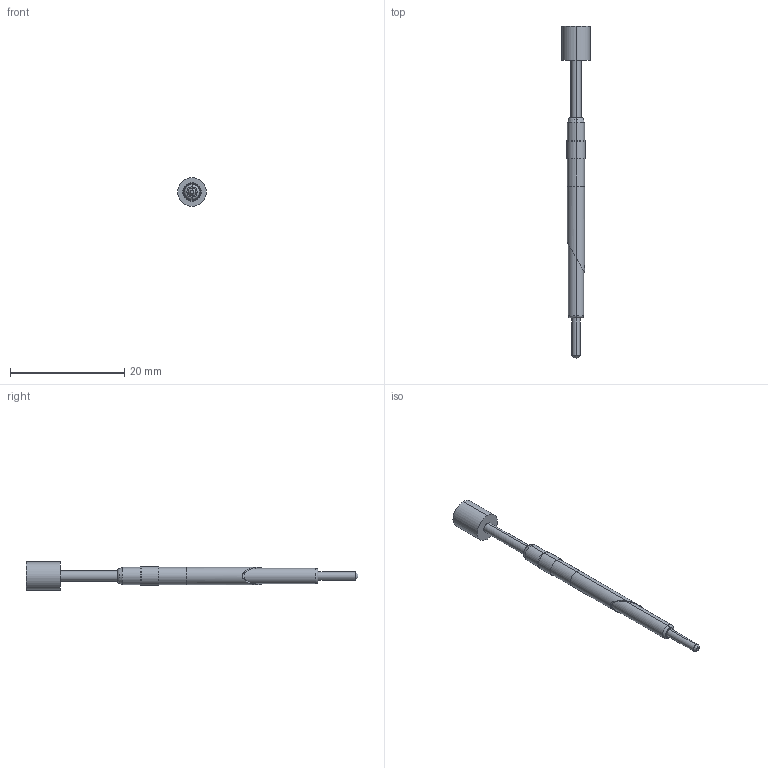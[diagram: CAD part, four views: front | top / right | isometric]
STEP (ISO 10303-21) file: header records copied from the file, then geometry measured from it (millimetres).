
FILE_DESCRIPTION (( 'STEP AP214' ), '1' );
FILE_NAME ('INGUN_49097.STEP', '2025-06-30T12:15:53', ( '' ), ( '' ), 'SwSTEP 2.0', 'SolidWorks 2023', '' );
FILE_SCHEMA (( 'AUTOMOTIVE_DESIGN' ));
Length unit declared in the file: millimetre
Products named in the file (5): KS-113_23~0; DS-113_03~0; 13012~0_S; GKS-504-0009~0; INGUN_49097
Assembly tree (4 placements, depth 2):
  INGUN_49097
    KS-113_23~0
    GKS-504-0009~0
    13012~0_S
    DS-113_03~0
Bounding box: 5 x 58 x 5 mm (x, y, z)
Volume: 384.1 mm3; surface area: 999.7 mm2
Topology: 4 solids, 4 shells, 51 faces, 104 edges, 64 vertices
Faces by surface type: cylinder 26, plane 11, cone 8, torus 4, sphere 2
Entity records: 1534 total; most frequent: CARTESIAN_POINT 272, DIRECTION 270, ORIENTED_EDGE 204, AXIS2_PLACEMENT_3D 118, EDGE_CURVE 102, VERTEX_POINT 64, EDGE_LOOP 62, CIRCLE 60
